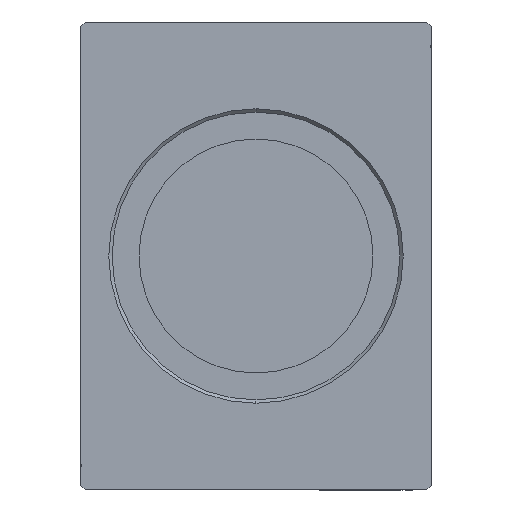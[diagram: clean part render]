
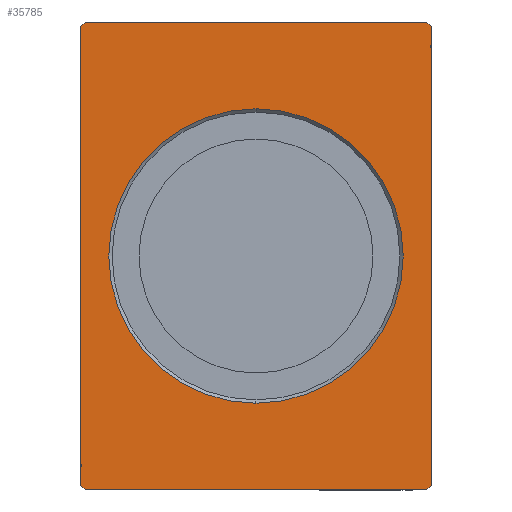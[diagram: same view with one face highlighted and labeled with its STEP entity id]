
A CAD part, left-side view. The second image highlights one B-rep face of the part: STEP entity #35785.
In plain terms, the highlighted planar face has unit normal (-1, 0, 0).
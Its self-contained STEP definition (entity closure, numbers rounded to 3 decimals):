
#188 = VECTOR ( 'NONE', #3997, 1000. ) ;
#730 = AXIS2_PLACEMENT_3D ( 'NONE', #3280, #35169, #19834 ) ;
#946 = CARTESIAN_POINT ( 'NONE',  ( 0., 0., 31.45 ) ) ;
#1084 = ORIENTED_EDGE ( 'NONE', *, *, #3933, .F. ) ;
#3280 = CARTESIAN_POINT ( 'NONE',  ( 0., 0., 0. ) ) ;
#3430 = DIRECTION ( 'NONE',  ( 0., 0.707, -0.707 ) ) ;
#3933 = EDGE_CURVE ( 'NONE', #14659, #38909, #36159, .T. ) ;
#3997 = DIRECTION ( 'NONE',  ( 0., 0., 1. ) ) ;
#5829 = EDGE_CURVE ( 'NONE', #9442, #19855, #26626, .T. ) ;
#6607 = DIRECTION ( 'NONE',  ( 1., 0., 0. ) ) ;
#6898 = FACE_OUTER_BOUND ( 'NONE', #10562, .T. ) ;
#6911 = CARTESIAN_POINT ( 'NONE',  ( 0., 36.5, 50. ) ) ;
#7828 = CARTESIAN_POINT ( 'NONE',  ( 0., 37.5, -49. ) ) ;
#7932 = EDGE_CURVE ( 'NONE', #19855, #9352, #29711, .T. ) ;
#8018 = CARTESIAN_POINT ( 'NONE',  ( 0., -37.5, 49. ) ) ;
#8032 = VECTOR ( 'NONE', #21496, 1000. ) ;
#8445 = ORIENTED_EDGE ( 'NONE', *, *, #39676, .F. ) ;
#8894 = AXIS2_PLACEMENT_3D ( 'NONE', #14019, #6607, #19548 ) ;
#9115 = ORIENTED_EDGE ( 'NONE', *, *, #33402, .T. ) ;
#9352 = VERTEX_POINT ( 'NONE', #10918 ) ;
#9442 = VERTEX_POINT ( 'NONE', #29422 ) ;
#9591 = CARTESIAN_POINT ( 'NONE',  ( 0., -36.5, 50. ) ) ;
#9632 = CARTESIAN_POINT ( 'NONE',  ( 0., 37.5, 49. ) ) ;
#9652 = DIRECTION ( 'NONE',  ( 1., 0., 0. ) ) ;
#10562 = EDGE_LOOP ( 'NONE', ( #8445, #18862, #30793, #16918, #1084, #24763, #34744, #35086 ) ) ;
#10918 = CARTESIAN_POINT ( 'NONE',  ( 0., 37.5, 49. ) ) ;
#12437 = PLANE ( 'NONE',  #730 ) ;
#14019 = CARTESIAN_POINT ( 'NONE',  ( 0., 0., 0. ) ) ;
#14659 = VERTEX_POINT ( 'NONE', #25402 ) ;
#14783 = VERTEX_POINT ( 'NONE', #36452 ) ;
#16324 = LINE ( 'NONE', #39496, #27167 ) ;
#16390 = VECTOR ( 'NONE', #3430, 1000. ) ;
#16392 = VECTOR ( 'NONE', #25705, 1000. ) ;
#16918 = ORIENTED_EDGE ( 'NONE', *, *, #34003, .F. ) ;
#17025 = VECTOR ( 'NONE', #22971, 1000. ) ;
#18196 = LINE ( 'NONE', #8018, #22900 ) ;
#18862 = ORIENTED_EDGE ( 'NONE', *, *, #7932, .F. ) ;
#19548 = DIRECTION ( 'NONE',  ( 0., 0., -1. ) ) ;
#19821 = CARTESIAN_POINT ( 'NONE',  ( 0., -36.5, 50. ) ) ;
#19834 = DIRECTION ( 'NONE',  ( 0., 0., -1. ) ) ;
#19855 = VERTEX_POINT ( 'NONE', #41401 ) ;
#20112 = VERTEX_POINT ( 'NONE', #6911 ) ;
#21285 = EDGE_CURVE ( 'NONE', #40903, #14659, #18196, .T. ) ;
#21496 = DIRECTION ( 'NONE',  ( 0., -1., 0. ) ) ;
#21727 = EDGE_LOOP ( 'NONE', ( #38654, #9115 ) ) ;
#21872 = VECTOR ( 'NONE', #39195, 1000. ) ;
#22719 = VERTEX_POINT ( 'NONE', #19821 ) ;
#22731 = EDGE_CURVE ( 'NONE', #20112, #22719, #33630, .T. ) ;
#22900 = VECTOR ( 'NONE', #27549, 1000. ) ;
#22971 = DIRECTION ( 'NONE',  ( 0., -0.707, 0.707 ) ) ;
#23009 = CARTESIAN_POINT ( 'NONE',  ( 0., 36.5, -50. ) ) ;
#23116 = AXIS2_PLACEMENT_3D ( 'NONE', #28558, #9652, #35562 ) ;
#23187 = LINE ( 'NONE', #9632, #17025 ) ;
#24763 = ORIENTED_EDGE ( 'NONE', *, *, #21285, .F. ) ;
#25402 = CARTESIAN_POINT ( 'NONE',  ( 0., -37.5, -49. ) ) ;
#25705 = DIRECTION ( 'NONE',  ( 0., -0.707, -0.707 ) ) ;
#26484 = CIRCLE ( 'NONE', #8894, 31.45 ) ;
#26626 = LINE ( 'NONE', #23009, #21872 ) ;
#27167 = VECTOR ( 'NONE', #36089, 1000. ) ;
#27549 = DIRECTION ( 'NONE',  ( 0., 0., -1. ) ) ;
#27662 = CARTESIAN_POINT ( 'NONE',  ( 0., 36.5, 50. ) ) ;
#28558 = CARTESIAN_POINT ( 'NONE',  ( 0., 0., 0. ) ) ;
#29422 = CARTESIAN_POINT ( 'NONE',  ( 0., 36.5, -50. ) ) ;
#29711 = LINE ( 'NONE', #7828, #188 ) ;
#30793 = ORIENTED_EDGE ( 'NONE', *, *, #5829, .F. ) ;
#30813 = CARTESIAN_POINT ( 'NONE',  ( 0., -36.5, -50. ) ) ;
#32677 = CARTESIAN_POINT ( 'NONE',  ( 0., -37.5, 49. ) ) ;
#33402 = EDGE_CURVE ( 'NONE', #14783, #37714, #40761, .T. ) ;
#33630 = LINE ( 'NONE', #27662, #8032 ) ;
#33761 = EDGE_CURVE ( 'NONE', #37714, #14783, #26484, .T. ) ;
#34003 = EDGE_CURVE ( 'NONE', #38909, #9442, #16324, .T. ) ;
#34744 = ORIENTED_EDGE ( 'NONE', *, *, #41227, .F. ) ;
#35086 = ORIENTED_EDGE ( 'NONE', *, *, #22731, .F. ) ;
#35169 = DIRECTION ( 'NONE',  ( 1., 0., 0. ) ) ;
#35562 = DIRECTION ( 'NONE',  ( 0., 0., -1. ) ) ;
#35734 = CARTESIAN_POINT ( 'NONE',  ( 0., -37.5, -49. ) ) ;
#35785 = ADVANCED_FACE ( 'NONE', ( #41552, #6898 ), #12437, .F. ) ;
#36089 = DIRECTION ( 'NONE',  ( 0., 1., 0. ) ) ;
#36159 = LINE ( 'NONE', #35734, #16390 ) ;
#36452 = CARTESIAN_POINT ( 'NONE',  ( 0., 0., -31.45 ) ) ;
#37714 = VERTEX_POINT ( 'NONE', #946 ) ;
#38075 = LINE ( 'NONE', #9591, #16392 ) ;
#38654 = ORIENTED_EDGE ( 'NONE', *, *, #33761, .T. ) ;
#38909 = VERTEX_POINT ( 'NONE', #30813 ) ;
#39195 = DIRECTION ( 'NONE',  ( 0., 0.707, 0.707 ) ) ;
#39496 = CARTESIAN_POINT ( 'NONE',  ( 0., -36.5, -50. ) ) ;
#39676 = EDGE_CURVE ( 'NONE', #9352, #20112, #23187, .T. ) ;
#40761 = CIRCLE ( 'NONE', #23116, 31.45 ) ;
#40903 = VERTEX_POINT ( 'NONE', #32677 ) ;
#41227 = EDGE_CURVE ( 'NONE', #22719, #40903, #38075, .T. ) ;
#41401 = CARTESIAN_POINT ( 'NONE',  ( 0., 37.5, -49. ) ) ;
#41552 = FACE_BOUND ( 'NONE', #21727, .T. ) ;
